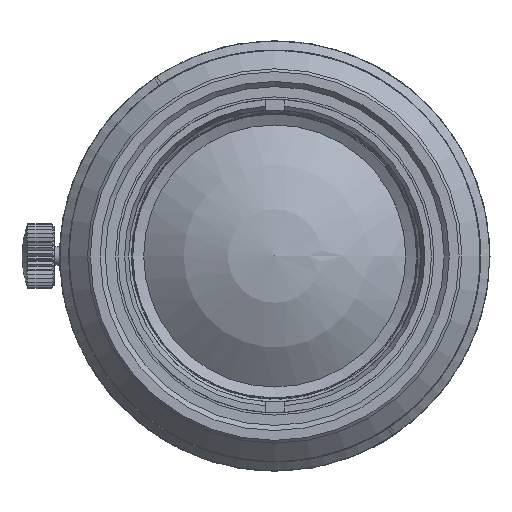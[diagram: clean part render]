
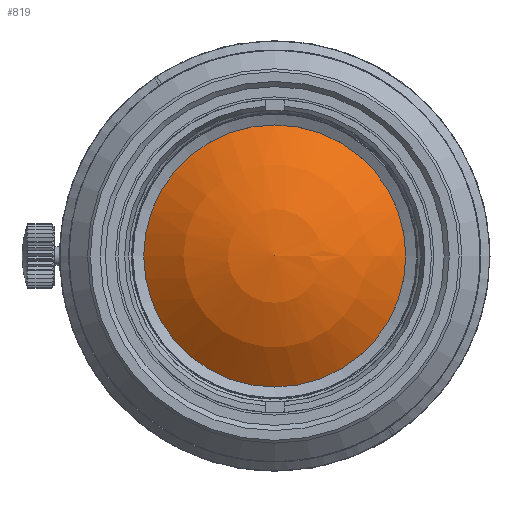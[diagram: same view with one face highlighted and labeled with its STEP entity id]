
A CAD part, left-side view. The second image highlights one B-rep face of the part: STEP entity #819.
In plain terms, the highlighted spherical face has radius 22.089 mm.
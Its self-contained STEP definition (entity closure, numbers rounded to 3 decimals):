
#339=SPHERICAL_SURFACE('',#9254,22.089);
#499=FACE_OUTER_BOUND('',#3292,.T.);
#819=ADVANCED_FACE('',(#499),#339,.T.);
#3292=EDGE_LOOP('',(#5185));
#5185=ORIENTED_EDGE('',*,*,#8281,.T.);
#7082=VERTEX_POINT('',#16254);
#8281=EDGE_CURVE('',#7082,#7082,#8890,.T.);
#8890=CIRCLE('',#9253,14.);
#9253=AXIS2_PLACEMENT_3D('',#16253,#10125,#10126);
#9254=AXIS2_PLACEMENT_3D('',#16255,#10127,#10128);
#10125=DIRECTION('',(-1.,0.,0.));
#10126=DIRECTION('',(0.,0.,-1.));
#10127=DIRECTION('',(1.,0.,0.));
#10128=DIRECTION('',(0.,-1.,0.));
#16253=CARTESIAN_POINT('',(-106.288,0.,0.));
#16254=CARTESIAN_POINT('',(-106.288,0.,-14.));
#16255=CARTESIAN_POINT('',(-89.202,0.,0.));
